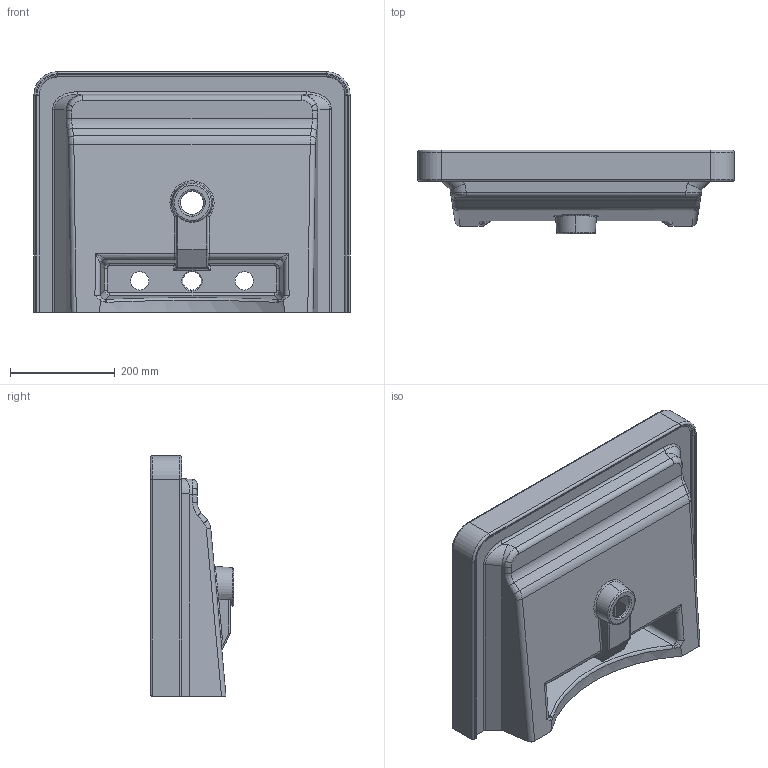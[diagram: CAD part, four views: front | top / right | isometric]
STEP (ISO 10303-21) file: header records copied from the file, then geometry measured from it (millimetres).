
FILE_DESCRIPTION (( 'STEP AP214' ), '1' );
FILE_NAME ('HY060B.3TH_STEP_V10424.STEP', '2024-04-08T14:08:53', ( '' ), ( '' ), 'SwSTEP 2.0', 'SolidWorks 2019', '' );
FILE_SCHEMA (( 'AUTOMOTIVE_DESIGN' ));
Length unit declared in the file: millimetre
Products named in the file (1): HY060B.3TH_STEP_V10424
Bounding box: 605 x 160 x 460 mm (x, y, z)
Volume: 10770962.9 mm3; surface area: 973130.9 mm2
Topology: 1 solids, 1 shells, 248 faces, 627 edges, 371 vertices
Faces by surface type: cylinder 96, bspline 70, plane 50, torus 22, sphere 8, cone 2
Entity records: 14404 total; most frequent: CARTESIAN_POINT 9077, ORIENTED_EDGE 1230, DIRECTION 986, EDGE_CURVE 615, AXIS2_PLACEMENT_3D 386, VERTEX_POINT 371, EDGE_LOOP 260, ADVANCED_FACE 248
